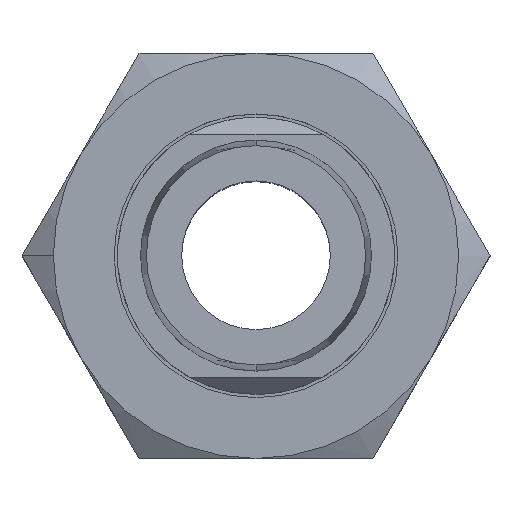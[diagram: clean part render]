
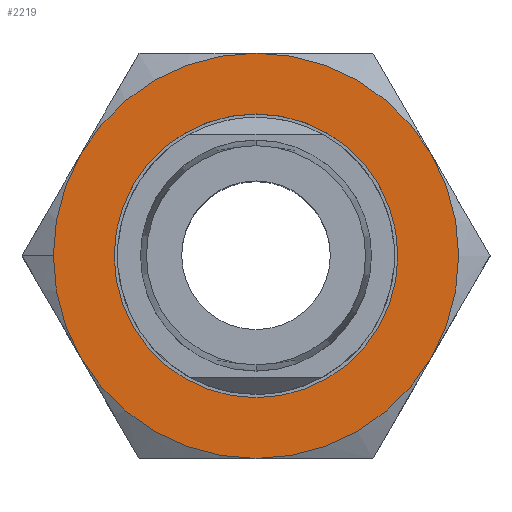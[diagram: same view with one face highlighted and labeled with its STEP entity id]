
A CAD part, top view. The second image highlights one B-rep face of the part: STEP entity #2219.
In plain terms, the highlighted planar face has unit normal (0, 0, 1).
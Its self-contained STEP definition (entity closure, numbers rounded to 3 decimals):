
#10 = CARTESIAN_POINT ( 'NONE',  ( 0., 0., 7.5 ) ) ;
#25 = DIRECTION ( 'NONE',  ( 1., 0., 0. ) ) ;
#30 = DIRECTION ( 'NONE',  ( 0., 0., 1. ) ) ;
#31 = AXIS2_PLACEMENT_3D ( 'NONE', #10, #30, #25 ) ;
#32 = CIRCLE ( 'NONE', #31, 15. ) ;
#85 = CIRCLE ( 'NONE', #102, 15. ) ;
#96 = AXIS2_PLACEMENT_3D ( 'NONE', #115, #114, #113 ) ;
#97 = CIRCLE ( 'NONE', #96, 15. ) ;
#101 = CARTESIAN_POINT ( 'NONE',  ( 0., 0., 7.5 ) ) ;
#102 = AXIS2_PLACEMENT_3D ( 'NONE', #101, #105, #104 ) ;
#104 = DIRECTION ( 'NONE',  ( 1., 0., 0. ) ) ;
#105 = DIRECTION ( 'NONE',  ( 0., 0., 1. ) ) ;
#113 = DIRECTION ( 'NONE',  ( 1., 0., 0. ) ) ;
#114 = DIRECTION ( 'NONE',  ( 0., 0., 1. ) ) ;
#115 = CARTESIAN_POINT ( 'NONE',  ( 0., 0., 7.5 ) ) ;
#168 = CARTESIAN_POINT ( 'NONE',  ( -12.99, 7.5, 7.5 ) ) ;
#195 = CARTESIAN_POINT ( 'NONE',  ( 0., -15., 7.5 ) ) ;
#198 = CIRCLE ( 'NONE', #287, 15. ) ;
#199 = DIRECTION ( 'NONE',  ( 1., 0., 0. ) ) ;
#200 = DIRECTION ( 'NONE',  ( 0., 0., 1. ) ) ;
#201 = CARTESIAN_POINT ( 'NONE',  ( 0., 0., 7.5 ) ) ;
#202 = AXIS2_PLACEMENT_3D ( 'NONE', #201, #200, #199 ) ;
#203 = CIRCLE ( 'NONE', #202, 15. ) ;
#284 = DIRECTION ( 'NONE',  ( 1., 0., 0. ) ) ;
#285 = CARTESIAN_POINT ( 'NONE',  ( 0., 0., 7.5 ) ) ;
#286 = DIRECTION ( 'NONE',  ( 0., 0., 1. ) ) ;
#287 = AXIS2_PLACEMENT_3D ( 'NONE', #285, #286, #284 ) ;
#288 = CARTESIAN_POINT ( 'NONE',  ( 12.99, -7.5, 7.5 ) ) ;
#975 = DIRECTION ( 'NONE',  ( 1., 0., 0. ) ) ;
#976 = DIRECTION ( 'NONE',  ( 0., 0., 1. ) ) ;
#977 = CARTESIAN_POINT ( 'NONE',  ( 0., 0., 7.5 ) ) ;
#978 = CARTESIAN_POINT ( 'NONE',  ( 10.5, 0., 7.5 ) ) ;
#983 = CARTESIAN_POINT ( 'NONE',  ( -10.5, 0., 7.5 ) ) ;
#997 = AXIS2_PLACEMENT_3D ( 'NONE', #977, #976, #975 ) ;
#998 = CIRCLE ( 'NONE', #997, 10.5 ) ;
#1081 = CARTESIAN_POINT ( 'NONE',  ( 12.99, 7.5, 7.5 ) ) ;
#1122 = CARTESIAN_POINT ( 'NONE',  ( 0., 15., 7.5 ) ) ;
#1159 = VERTEX_POINT ( 'NONE', #2103 ) ;
#1169 = EDGE_CURVE ( 'NONE', #1170, #1159, #2113, .T. ) ;
#1170 = VERTEX_POINT ( 'NONE', #2128 ) ;
#1209 = EDGE_CURVE ( 'NONE', #1266, #1170, #85, .T. ) ;
#1210 = EDGE_CURVE ( 'NONE', #1159, #1293, #97, .T. ) ;
#1266 = VERTEX_POINT ( 'NONE', #168 ) ;
#1282 = EDGE_CURVE ( 'NONE', #2053, #1266, #2580, .T. ) ;
#1283 = EDGE_CURVE ( 'NONE', #1293, #1333, #32, .T. ) ;
#1293 = VERTEX_POINT ( 'NONE', #195 ) ;
#1331 = EDGE_CURVE ( 'NONE', #2047, #2053, #203, .T. ) ;
#1332 = EDGE_CURVE ( 'NONE', #1333, #2047, #198, .T. ) ;
#1333 = VERTEX_POINT ( 'NONE', #288 ) ;
#1562 = DIRECTION ( 'NONE',  ( 1., 0., 0. ) ) ;
#1563 = DIRECTION ( 'NONE',  ( 0., 0., 1. ) ) ;
#1564 = CARTESIAN_POINT ( 'NONE',  ( 0., 0., 7.5 ) ) ;
#1565 = AXIS2_PLACEMENT_3D ( 'NONE', #1564, #1563, #1562 ) ;
#1566 = CIRCLE ( 'NONE', #1565, 10.5 ) ;
#1567 = DIRECTION ( 'NONE',  ( -1., 0., 0. ) ) ;
#1568 = DIRECTION ( 'NONE',  ( 0., 0., -1. ) ) ;
#1569 = CARTESIAN_POINT ( 'NONE',  ( 0., 15., 7.5 ) ) ;
#1570 = AXIS2_PLACEMENT_3D ( 'NONE', #1569, #1568, #1567 ) ;
#1571 = PLANE ( 'NONE',  #1570 ) ;
#1572 = FACE_OUTER_BOUND ( 'NONE', #2164, .T. ) ;
#1573 = FACE_BOUND ( 'NONE', #2217, .T. ) ;
#1935 = VERTEX_POINT ( 'NONE', #978 ) ;
#1939 = VERTEX_POINT ( 'NONE', #983 ) ;
#1941 = EDGE_CURVE ( 'NONE', #1939, #1935, #998, .T. ) ;
#2047 = VERTEX_POINT ( 'NONE', #1081 ) ;
#2053 = VERTEX_POINT ( 'NONE', #1122 ) ;
#2103 = CARTESIAN_POINT ( 'NONE',  ( -12.99, -7.5, 7.5 ) ) ;
#2113 = CIRCLE ( 'NONE', #2119, 15. ) ;
#2116 = DIRECTION ( 'NONE',  ( 1., 0., 0. ) ) ;
#2117 = DIRECTION ( 'NONE',  ( 0., 0., 1. ) ) ;
#2118 = CARTESIAN_POINT ( 'NONE',  ( 0., 0., 7.5 ) ) ;
#2119 = AXIS2_PLACEMENT_3D ( 'NONE', #2118, #2117, #2116 ) ;
#2128 = CARTESIAN_POINT ( 'NONE',  ( -15., 0., 7.5 ) ) ;
#2164 = EDGE_LOOP ( 'NONE', ( #2173, #2170, #2166, #2200, #2171, #2172, #2199 ) ) ;
#2165 = ORIENTED_EDGE ( 'NONE', *, *, #1941, .F. ) ;
#2166 = ORIENTED_EDGE ( 'NONE', *, *, #1209, .T. ) ;
#2170 = ORIENTED_EDGE ( 'NONE', *, *, #1282, .T. ) ;
#2171 = ORIENTED_EDGE ( 'NONE', *, *, #1210, .T. ) ;
#2172 = ORIENTED_EDGE ( 'NONE', *, *, #1283, .T. ) ;
#2173 = ORIENTED_EDGE ( 'NONE', *, *, #1331, .T. ) ;
#2199 = ORIENTED_EDGE ( 'NONE', *, *, #1332, .T. ) ;
#2200 = ORIENTED_EDGE ( 'NONE', *, *, #1169, .T. ) ;
#2217 = EDGE_LOOP ( 'NONE', ( #2218, #2165 ) ) ;
#2218 = ORIENTED_EDGE ( 'NONE', *, *, #2221, .F. ) ;
#2219 = ADVANCED_FACE ( 'NONE', ( #1573, #1572 ), #1571, .F. ) ;
#2221 = EDGE_CURVE ( 'NONE', #1935, #1939, #1566, .T. ) ;
#2578 = DIRECTION ( 'NONE',  ( 0., 0., 1. ) ) ;
#2579 = AXIS2_PLACEMENT_3D ( 'NONE', #2581, #2578, #2585 ) ;
#2580 = CIRCLE ( 'NONE', #2579, 15. ) ;
#2581 = CARTESIAN_POINT ( 'NONE',  ( 0., 0., 7.5 ) ) ;
#2585 = DIRECTION ( 'NONE',  ( 1., 0., 0. ) ) ;
